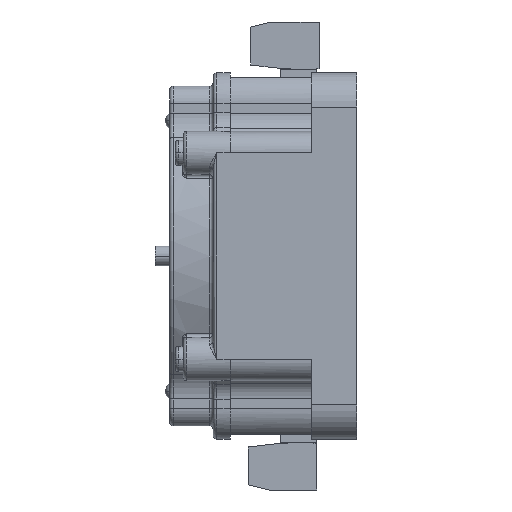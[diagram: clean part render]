
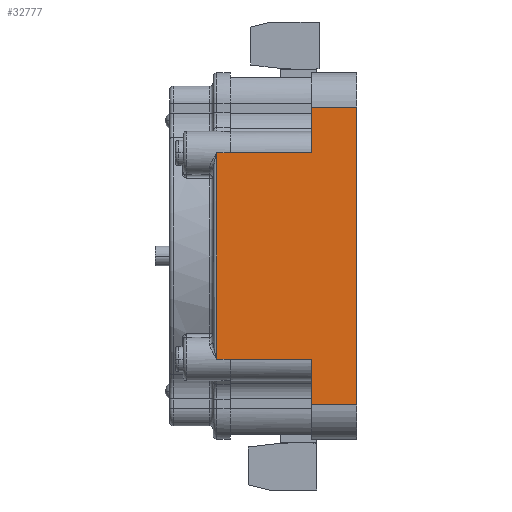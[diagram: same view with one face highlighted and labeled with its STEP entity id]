
A CAD part, left-side view. The second image highlights one B-rep face of the part: STEP entity #32777.
In plain terms, the highlighted planar face has unit normal (-1, 0, 0).
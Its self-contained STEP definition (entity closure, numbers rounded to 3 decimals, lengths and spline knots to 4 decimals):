
#2073=DIRECTION('',(0.,1.,0.));
#2074=VECTOR('',#2073,0.3937);
#2075=CARTESIAN_POINT('',(-1.5776,0.,1.2935));
#2076=LINE('',#2075,#2074);
#2077=DIRECTION('',(0.,1.,0.));
#2078=VECTOR('',#2077,0.7047);
#2079=CARTESIAN_POINT('',(-1.5776,0.3937,-0.895));
#2080=LINE('',#2079,#2078);
#2081=DIRECTION('',(0.,1.,0.));
#2082=VECTOR('',#2081,0.1201);
#2083=CARTESIAN_POINT('',(-1.5776,1.0984,
-0.8951));
#2084=LINE('',#2083,#2082);
#2085=DIRECTION('',(0.,0.,-1.));
#2086=VECTOR('',#2085,2.587);
#2087=CARTESIAN_POINT('',(-1.5776,0.,1.2935));
#2088=LINE('',#2087,#2086);
#2089=DIRECTION('',(0.,1.,0.));
#2090=VECTOR('',#2089,0.3937);
#2091=CARTESIAN_POINT('',(-1.5776,0.,-1.2935));
#2092=LINE('',#2091,#2090);
#2093=CARTESIAN_POINT('',(-1.5776,1.0984,
-0.8951));
#2094=CARTESIAN_POINT('',(-1.5776,1.0984,
-0.8951));
#2095=CARTESIAN_POINT('',(-1.5776,1.0984,
-0.895));
#2096=CARTESIAN_POINT('',(-1.5776,1.0984,-0.895));
#2116=DIRECTION('',(0.,0.,1.));
#2117=VECTOR('',#2116,0.3985);
#2118=CARTESIAN_POINT('',(-1.5776,0.3937,
-1.2935));
#2119=LINE('',#2118,#2117);
#9740=CARTESIAN_POINT('',(-1.5776,1.2185,
-0.8951));
#12801=DIRECTION('',(0.,0.,1.));
#12802=VECTOR('',#12801,0.3985);
#12803=CARTESIAN_POINT('',(-1.5776,0.3937,0.895));
#12804=LINE('',#12803,#12802);
#12815=CARTESIAN_POINT('',(-1.5776,1.0984,0.895));
#12816=CARTESIAN_POINT('',(-1.5776,1.0984,
0.895));
#12817=CARTESIAN_POINT('',(-1.5776,1.0984,
0.8951));
#12818=CARTESIAN_POINT('',(-1.5776,1.0984,
0.8951));
#12830=DIRECTION('',(0.,1.,0.));
#12831=VECTOR('',#12830,0.7047);
#12832=CARTESIAN_POINT('',(-1.5776,0.3937,0.895));
#12833=LINE('',#12832,#12831);
#12839=DIRECTION('',(0.,1.,0.));
#12840=VECTOR('',#12839,0.1201);
#12841=CARTESIAN_POINT('',(-1.5776,1.0984,
0.8951));
#12842=LINE('',#12841,#12840);
#13113=CARTESIAN_POINT('',(-1.5776,1.2185,
0.8951));
#13115=DIRECTION('',(0.,0.,-1.));
#13116=VECTOR('',#13115,1.7902);
#13117=CARTESIAN_POINT('',(-1.5776,1.2185,
0.8951));
#13118=LINE('',#13117,#13116);
#25811=CARTESIAN_POINT('',(-1.5776,0.,1.2935));
#25813=VERTEX_POINT('',#25811);
#25824=CARTESIAN_POINT('',(-1.5776,0.,-1.2935));
#25826=VERTEX_POINT('',#25824);
#25827=CARTESIAN_POINT('',(-1.5776,0.3937,
1.2935));
#25829=VERTEX_POINT('',#25827);
#25840=CARTESIAN_POINT('',(-1.5776,0.3937,
-1.2935));
#25842=VERTEX_POINT('',#25840);
#25847=CARTESIAN_POINT('',(-1.5776,0.3937,-0.895));
#25848=VERTEX_POINT('',#25847);
#25849=CARTESIAN_POINT('',(-1.5776,0.3937,0.895));
#25850=VERTEX_POINT('',#25849);
#26872=VERTEX_POINT('',#13113);
#26890=VERTEX_POINT('',#9740);
#27575=VERTEX_POINT('',#2093);
#27576=VERTEX_POINT('',#2096);
#27577=VERTEX_POINT('',#12815);
#27578=VERTEX_POINT('',#12818);
#32748=CARTESIAN_POINT('',(-1.5776,0.,-1.2935));
#32749=DIRECTION('',(-1.,0.,0.));
#32750=DIRECTION('',(0.,0.,1.));
#32751=AXIS2_PLACEMENT_3D('',#32748,#32749,#32750);
#32752=PLANE('',#32751);
#32754=ORIENTED_EDGE('',*,*,#32753,.T.);
#32756=ORIENTED_EDGE('',*,*,#32755,.F.);
#32758=ORIENTED_EDGE('',*,*,#32757,.T.);
#32760=ORIENTED_EDGE('',*,*,#32759,.F.);
#32762=ORIENTED_EDGE('',*,*,#32761,.F.);
#32764=ORIENTED_EDGE('',*,*,#32763,.F.);
#32766=ORIENTED_EDGE('',*,*,#32765,.F.);
#32768=ORIENTED_EDGE('',*,*,#32767,.T.);
#32769=ORIENTED_EDGE('',*,*,#32740,.F.);
#32770=ORIENTED_EDGE('',*,*,#30672,.T.);
#32772=ORIENTED_EDGE('',*,*,#32771,.T.);
#32774=ORIENTED_EDGE('',*,*,#32773,.T.);
#32775=EDGE_LOOP('',(#32754,#32756,#32758,#32760,#32762,#32764,#32766,#32768,
#32769,#32770,#32772,#32774));
#32776=FACE_OUTER_BOUND('',#32775,.F.);
#32777=ADVANCED_FACE('',(#32776),#32752,.T.);
#2097=B_SPLINE_CURVE_WITH_KNOTS('',3,(#2093,#2094,#2095,#2096),.UNSPECIFIED.,
.F.,.F.,(4,4),(0.,1.),.UNSPECIFIED.);
#12819=B_SPLINE_CURVE_WITH_KNOTS('',3,(#12815,#12816,#12817,#12818),
.UNSPECIFIED.,.F.,.F.,(4,4),(0.,1.),.UNSPECIFIED.);
#30672=EDGE_CURVE('',#25813,#25826,#2088,.T.);
#32740=EDGE_CURVE('',#25813,#25829,#2076,.T.);
#32753=EDGE_CURVE('',#25848,#27576,#2080,.T.);
#32755=EDGE_CURVE('',#27575,#27576,#2097,.T.);
#32757=EDGE_CURVE('',#27575,#26890,#2084,.T.);
#32759=EDGE_CURVE('',#26872,#26890,#13118,.T.);
#32761=EDGE_CURVE('',#27578,#26872,#12842,.T.);
#32763=EDGE_CURVE('',#27577,#27578,#12819,.T.);
#32765=EDGE_CURVE('',#25850,#27577,#12833,.T.);
#32767=EDGE_CURVE('',#25850,#25829,#12804,.T.);
#32771=EDGE_CURVE('',#25826,#25842,#2092,.T.);
#32773=EDGE_CURVE('',#25842,#25848,#2119,.T.);
